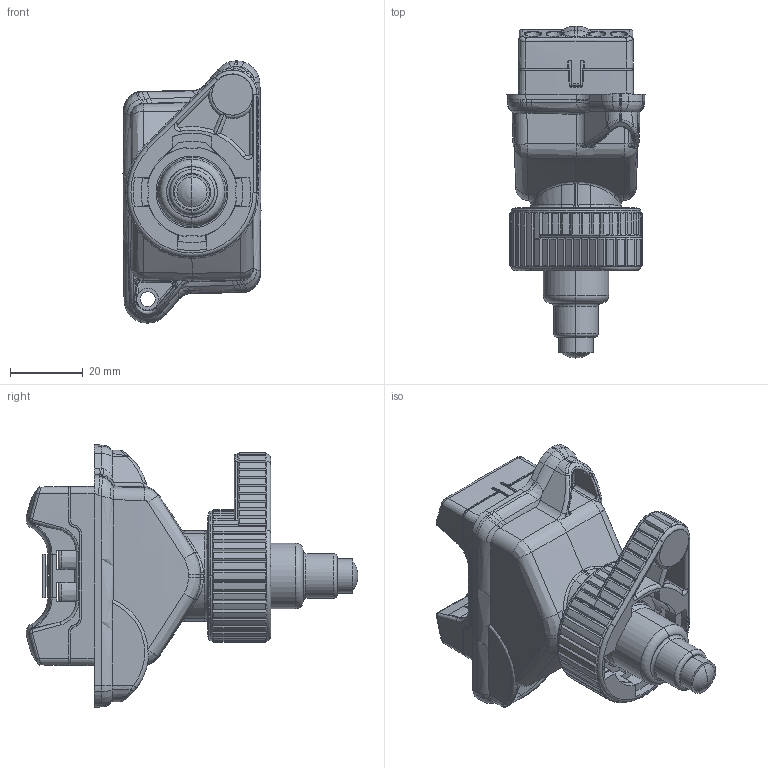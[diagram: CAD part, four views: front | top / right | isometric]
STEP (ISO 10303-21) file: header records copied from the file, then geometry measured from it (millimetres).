
FILE_DESCRIPTION((''),'2;1');
FILE_NAME('07-3364-4','2023-10-19T09:22:24',('Beil'),(''),'CREO PARAMETRIC BY PTC INC, 2019030','CREO PARAMETRIC BY PTC INC, 2019030','');
FILE_SCHEMA(('CONFIG_CONTROL_DESIGN','SHAPE_APPEARANCE_LAYERS_GROUPS'));
Products named in the file (1): 07-3364-4
Bounding box: 37.98 x 91.35 x 72.14 mm (x, y, z)
Volume: 78240.9 mm3; surface area: 29771.1 mm2
Topology: 1 solids, 1 shells, 2659 faces, 7215 edges, 4569 vertices
Faces by surface type: plane 1279, cylinder 579, bspline 395, cone 234, torus 162, extrusion 8, sphere 2
Entity records: 131235 total; most frequent: CARTESIAN_POINT 37746, ORIENTED_EDGE 14418, DIRECTION 11903, PRESENTATION_STYLE_ASSIGNMENT 8358, STYLED_ITEM 7211, CURVE_STYLE 7209, EDGE_CURVE 7209, VERTEX_POINT 4569
